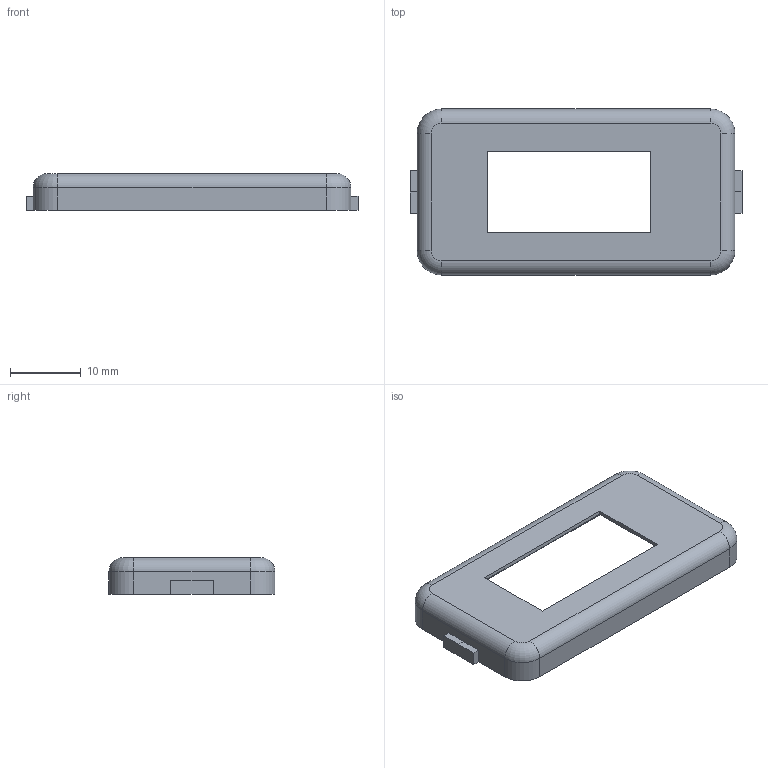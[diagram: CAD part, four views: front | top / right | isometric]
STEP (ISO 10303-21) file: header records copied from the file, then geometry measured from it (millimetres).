
FILE_DESCRIPTION(('CATIA V5 STEP Exchange','CAx-IF Rec.Pracs.--- Model Styling and Organization---1.4--- 2014-01-23'),'2;1');
FILE_NAME('Top Part.stp','2024-06-20T01:43:42+00:00',('none'),('none'),'CATIA Version 5-6 Release 2018 SP6','CATIA V5 STEP AP214','none');
FILE_SCHEMA(('AUTOMOTIVE_DESIGN { 1 0 10303 214 1 1 1 1 }'));
Length unit declared in the file: millimetre
Products named in the file (1): Top Part
Bounding box: 47 x 23.5 x 5.2 mm (x, y, z)
Volume: 1554.4 mm3; surface area: 2773.7 mm2
Topology: 1 solids, 1 shells, 65 faces, 178 edges, 116 vertices
Faces by surface type: plane 49, cylinder 12, torus 4
Entity records: 1964 total; most frequent: ORIENTED_EDGE 356, CARTESIAN_POINT 351, DIRECTION 278, EDGE_CURVE 178, VECTOR 146, LINE 146, VERTEX_POINT 116, AXIS2_PLACEMENT_3D 81
